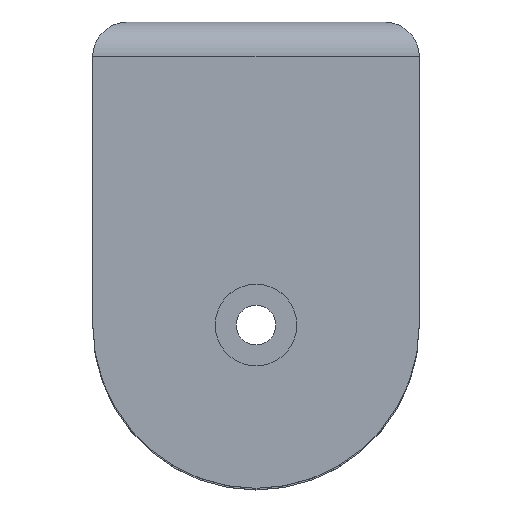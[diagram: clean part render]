
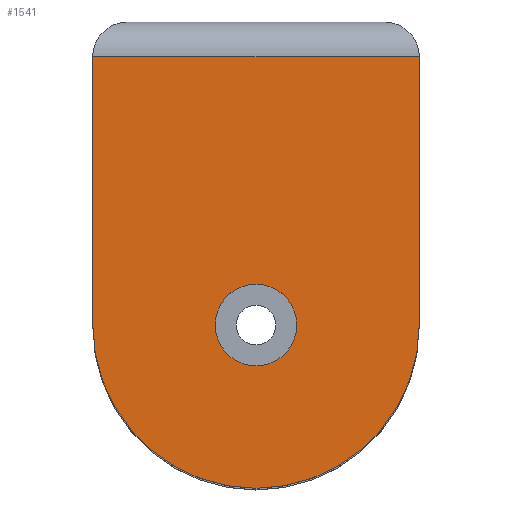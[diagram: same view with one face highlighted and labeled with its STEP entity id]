
A CAD part, top view. The second image highlights one B-rep face of the part: STEP entity #1541.
In plain terms, the highlighted planar face has unit normal (0, 0, 1).
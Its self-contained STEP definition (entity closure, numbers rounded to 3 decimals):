
#37 = CARTESIAN_POINT ( 'NONE',  ( 18.664, 58.105, 81.75 ) ) ;
#191 = CARTESIAN_POINT ( 'NONE',  ( -9.336, 55.105, 81.75 ) ) ;
#193 = VERTEX_POINT ( 'NONE', #1329 ) ;
#197 = FACE_BOUND ( 'NONE', #468, .T. ) ;
#208 = FACE_OUTER_BOUND ( 'NONE', #1818, .T. ) ;
#264 = DIRECTION ( 'NONE',  ( 1., 0., 0. ) ) ;
#316 = ORIENTED_EDGE ( 'NONE', *, *, #710, .F. ) ;
#364 = VERTEX_POINT ( 'NONE', #867 ) ;
#366 = CARTESIAN_POINT ( 'NONE',  ( -9.336, 55.105, 81.75 ) ) ;
#422 = DIRECTION ( 'NONE',  ( 0., 1., 0. ) ) ;
#429 = AXIS2_PLACEMENT_3D ( 'NONE', #2273, #682, #2108 ) ;
#431 = DIRECTION ( 'NONE',  ( 0., -1., 0. ) ) ;
#462 = ORIENTED_EDGE ( 'NONE', *, *, #1083, .T. ) ;
#468 = EDGE_LOOP ( 'NONE', ( #316, #2263 ) ) ;
#478 = CIRCLE ( 'NONE', #770, 3.5 ) ;
#516 = CARTESIAN_POINT ( 'NONE',  ( 4.664, 32.105, 81.75 ) ) ;
#669 = EDGE_CURVE ( 'NONE', #971, #1116, #1517, .T. ) ;
#682 = DIRECTION ( 'NONE',  ( 0., 0., 1. ) ) ;
#710 = EDGE_CURVE ( 'NONE', #193, #809, #985, .T. ) ;
#731 = DIRECTION ( 'NONE',  ( 0., 0., 1. ) ) ;
#770 = AXIS2_PLACEMENT_3D ( 'NONE', #2000, #2196, #264 ) ;
#809 = VERTEX_POINT ( 'NONE', #1819 ) ;
#867 = CARTESIAN_POINT ( 'NONE',  ( 18.664, 32.105, 81.75 ) ) ;
#876 = VECTOR ( 'NONE', #1752, 1000. ) ;
#895 = ORIENTED_EDGE ( 'NONE', *, *, #1035, .T. ) ;
#971 = VERTEX_POINT ( 'NONE', #2280 ) ;
#985 = CIRCLE ( 'NONE', #429, 3.5 ) ;
#1035 = EDGE_CURVE ( 'NONE', #1116, #1069, #2017, .T. ) ;
#1069 = VERTEX_POINT ( 'NONE', #1855 ) ;
#1083 = EDGE_CURVE ( 'NONE', #1069, #364, #1540, .T. ) ;
#1116 = VERTEX_POINT ( 'NONE', #191 ) ;
#1128 = AXIS2_PLACEMENT_3D ( 'NONE', #516, #731, #2149 ) ;
#1153 = CARTESIAN_POINT ( 'NONE',  ( -9.336, 55.105, 81.75 ) ) ;
#1329 = CARTESIAN_POINT ( 'NONE',  ( 8.164, 32.105, 81.75 ) ) ;
#1342 = ORIENTED_EDGE ( 'NONE', *, *, #669, .T. ) ;
#1392 = PLANE ( 'NONE',  #1499 ) ;
#1499 = AXIS2_PLACEMENT_3D ( 'NONE', #1747, #2147, #1572 ) ;
#1517 = LINE ( 'NONE', #366, #876 ) ;
#1540 = CIRCLE ( 'NONE', #1128, 14. ) ;
#1541 = ADVANCED_FACE ( 'NONE', ( #208, #197 ), #1392, .F. ) ;
#1572 = DIRECTION ( 'NONE',  ( -1., 0., 0. ) ) ;
#1611 = LINE ( 'NONE', #37, #2067 ) ;
#1747 = CARTESIAN_POINT ( 'NONE',  ( 0., 0., 81.75 ) ) ;
#1752 = DIRECTION ( 'NONE',  ( -1., 0., 0. ) ) ;
#1818 = EDGE_LOOP ( 'NONE', ( #2185, #1342, #895, #462 ) ) ;
#1819 = CARTESIAN_POINT ( 'NONE',  ( 1.164, 32.105, 81.75 ) ) ;
#1855 = CARTESIAN_POINT ( 'NONE',  ( -9.336, 32.105, 81.75 ) ) ;
#2000 = CARTESIAN_POINT ( 'NONE',  ( 4.664, 32.105, 81.75 ) ) ;
#2017 = LINE ( 'NONE', #1153, #2211 ) ;
#2038 = EDGE_CURVE ( 'NONE', #364, #971, #1611, .T. ) ;
#2067 = VECTOR ( 'NONE', #422, 1000. ) ;
#2108 = DIRECTION ( 'NONE',  ( 1., 0., 0. ) ) ;
#2141 = EDGE_CURVE ( 'NONE', #809, #193, #478, .T. ) ;
#2147 = DIRECTION ( 'NONE',  ( 0., 0., -1. ) ) ;
#2149 = DIRECTION ( 'NONE',  ( 1., 0., 0. ) ) ;
#2185 = ORIENTED_EDGE ( 'NONE', *, *, #2038, .T. ) ;
#2196 = DIRECTION ( 'NONE',  ( 0., 0., 1. ) ) ;
#2211 = VECTOR ( 'NONE', #431, 1000. ) ;
#2263 = ORIENTED_EDGE ( 'NONE', *, *, #2141, .F. ) ;
#2273 = CARTESIAN_POINT ( 'NONE',  ( 4.664, 32.105, 81.75 ) ) ;
#2280 = CARTESIAN_POINT ( 'NONE',  ( 18.664, 55.105, 81.75 ) ) ;
